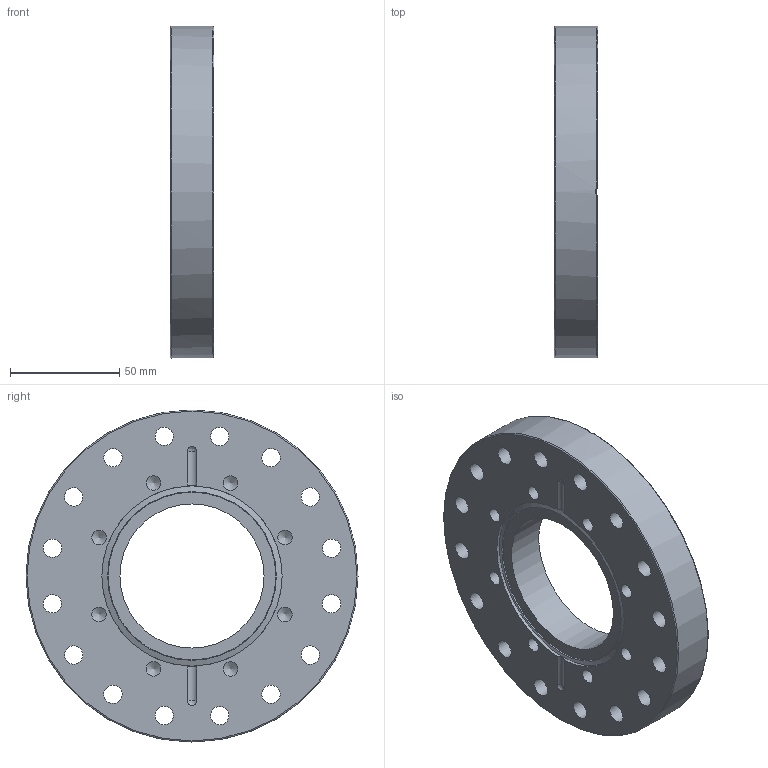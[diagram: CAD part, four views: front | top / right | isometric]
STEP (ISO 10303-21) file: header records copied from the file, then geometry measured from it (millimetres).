
FILE_DESCRIPTION((''),'2;1');
FILE_NAME('ZL1063-316LNS.stp','2009-03-13T14:52:10',('hasers'),(''),'Autodesk Inventor 2008','Autodesk Inventor 2008','');
FILE_SCHEMA(('AUTOMOTIVE_DESIGN { 1 0 10303 214 1 1 1 1 }'));
Length unit declared in the file: millimetre
Products named in the file (1): ZL1063-316LNS
Bounding box: 20 x 152 x 152 mm (x, y, z)
Volume: 260772.9 mm3; surface area: 52857.3 mm2
Topology: 1 solids, 1 shells, 54 faces, 164 edges, 113 vertices
Faces by surface type: bspline 34, cylinder 8, plane 5, cone 4, torus 3
Full cylindrical faces by diameter (mm): 66 x1, 82.5 x1, 120.6 x1, 152 x1
Entity records: 2034 total; most frequent: CARTESIAN_POINT 951, DIRECTION 190, ORIENTED_EDGE 176, EDGE_LOOP 130, AXIS2_PLACEMENT_3D 91, EDGE_CURVE 88, VERTEX_POINT 78, FACE_BOUND 76
